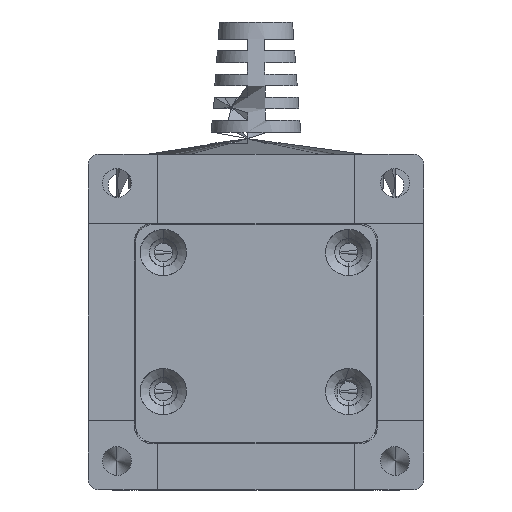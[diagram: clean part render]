
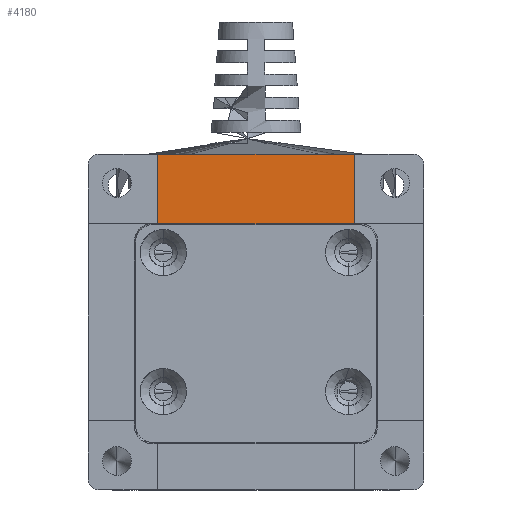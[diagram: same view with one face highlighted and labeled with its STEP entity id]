
A CAD part, front view. The second image highlights one B-rep face of the part: STEP entity #4180.
In plain terms, the highlighted planar face has unit normal (0, 1, 0).
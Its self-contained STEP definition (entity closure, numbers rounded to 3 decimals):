
#356 = VERTEX_POINT ( 'NONE', #15797 ) ;
#506 = CARTESIAN_POINT ( 'NONE',  ( 8.5, 0.5, 12.5 ) ) ;
#1260 = PLANE ( 'NONE',  #12247 ) ;
#1394 = CARTESIAN_POINT ( 'NONE',  ( 2.833, 0.5, 8.5 ) ) ;
#2214 = ORIENTED_EDGE ( 'NONE', *, *, #16415, .F. ) ;
#2291 = CARTESIAN_POINT ( 'NONE',  ( -8.5, 0.5, 12.5 ) ) ;
#2766 = VERTEX_POINT ( 'NONE', #9644 ) ;
#4180 = ADVANCED_FACE ( 'NONE', ( #5895 ), #1260, .F. ) ;
#4438 = EDGE_CURVE ( 'NONE', #8954, #2766, #15785, .T. ) ;
#4444 = CARTESIAN_POINT ( 'NONE',  ( 0., 0.5, 0. ) ) ;
#4821 = EDGE_LOOP ( 'NONE', ( #10844, #12860, #16547, #2214 ) ) ;
#4904 = B_SPLINE_CURVE_WITH_KNOTS ( 'NONE', 3,
 ( #18208, #7168, #15006, #13235 ),
 .UNSPECIFIED., .F., .F.,
 ( 4, 4 ),
 ( 0., 1. ),
 .UNSPECIFIED. ) ;
#5895 = FACE_OUTER_BOUND ( 'NONE', #4821, .T. ) ;
#7168 = CARTESIAN_POINT ( 'NONE',  ( 2.833, 0.5, 14.5 ) ) ;
#7386 = CARTESIAN_POINT ( 'NONE',  ( 8.5, 0.5, 8.5 ) ) ;
#7866 = DIRECTION ( 'NONE',  ( 0., -1., 0. ) ) ;
#7904 = CARTESIAN_POINT ( 'NONE',  ( 8.5, 0.5, 8.5 ) ) ;
#8884 = EDGE_CURVE ( 'NONE', #9145, #8954, #9039, .T. ) ;
#8954 = VERTEX_POINT ( 'NONE', #7904 ) ;
#9039 = B_SPLINE_CURVE_WITH_KNOTS ( 'NONE', 3,
 ( #13760, #15518, #1394, #7386 ),
 .UNSPECIFIED., .F., .F.,
 ( 4, 4 ),
 ( 0., 1. ),
 .UNSPECIFIED. ) ;
#9145 = VERTEX_POINT ( 'NONE', #15290 ) ;
#9644 = CARTESIAN_POINT ( 'NONE',  ( 8.5, 0.5, 14.5 ) ) ;
#9920 = CARTESIAN_POINT ( 'NONE',  ( -8.5, 0.5, 14.5 ) ) ;
#10330 = CARTESIAN_POINT ( 'NONE',  ( -8.5, 0.5, 10.5 ) ) ;
#10844 = ORIENTED_EDGE ( 'NONE', *, *, #16141, .F. ) ;
#11020 = CARTESIAN_POINT ( 'NONE',  ( 8.5, 0.5, 10.5 ) ) ;
#11469 = CARTESIAN_POINT ( 'NONE',  ( -8.5, 0.5, 8.5 ) ) ;
#12247 = AXIS2_PLACEMENT_3D ( 'NONE', #4444, #7866, #13725 ) ;
#12860 = ORIENTED_EDGE ( 'NONE', *, *, #4438, .F. ) ;
#13235 = CARTESIAN_POINT ( 'NONE',  ( -8.5, 0.5, 14.5 ) ) ;
#13725 = DIRECTION ( 'NONE',  ( 0., 0., -1. ) ) ;
#13760 = CARTESIAN_POINT ( 'NONE',  ( -8.5, 0.5, 8.5 ) ) ;
#15006 = CARTESIAN_POINT ( 'NONE',  ( -2.833, 0.5, 14.5 ) ) ;
#15290 = CARTESIAN_POINT ( 'NONE',  ( -8.5, 0.5, 8.5 ) ) ;
#15352 = B_SPLINE_CURVE_WITH_KNOTS ( 'NONE', 3,
 ( #9920, #2291, #10330, #11469 ),
 .UNSPECIFIED., .F., .F.,
 ( 4, 4 ),
 ( 0., 1. ),
 .UNSPECIFIED. ) ;
#15518 = CARTESIAN_POINT ( 'NONE',  ( -2.833, 0.5, 8.5 ) ) ;
#15785 = B_SPLINE_CURVE_WITH_KNOTS ( 'NONE', 3,
 ( #19175, #11020, #506, #18977 ),
 .UNSPECIFIED., .F., .F.,
 ( 4, 4 ),
 ( 0., 1. ),
 .UNSPECIFIED. ) ;
#15797 = CARTESIAN_POINT ( 'NONE',  ( -8.5, 0.5, 14.5 ) ) ;
#16141 = EDGE_CURVE ( 'NONE', #2766, #356, #4904, .T. ) ;
#16415 = EDGE_CURVE ( 'NONE', #356, #9145, #15352, .T. ) ;
#16547 = ORIENTED_EDGE ( 'NONE', *, *, #8884, .F. ) ;
#18208 = CARTESIAN_POINT ( 'NONE',  ( 8.5, 0.5, 14.5 ) ) ;
#18977 = CARTESIAN_POINT ( 'NONE',  ( 8.5, 0.5, 14.5 ) ) ;
#19175 = CARTESIAN_POINT ( 'NONE',  ( 8.5, 0.5, 8.5 ) ) ;
